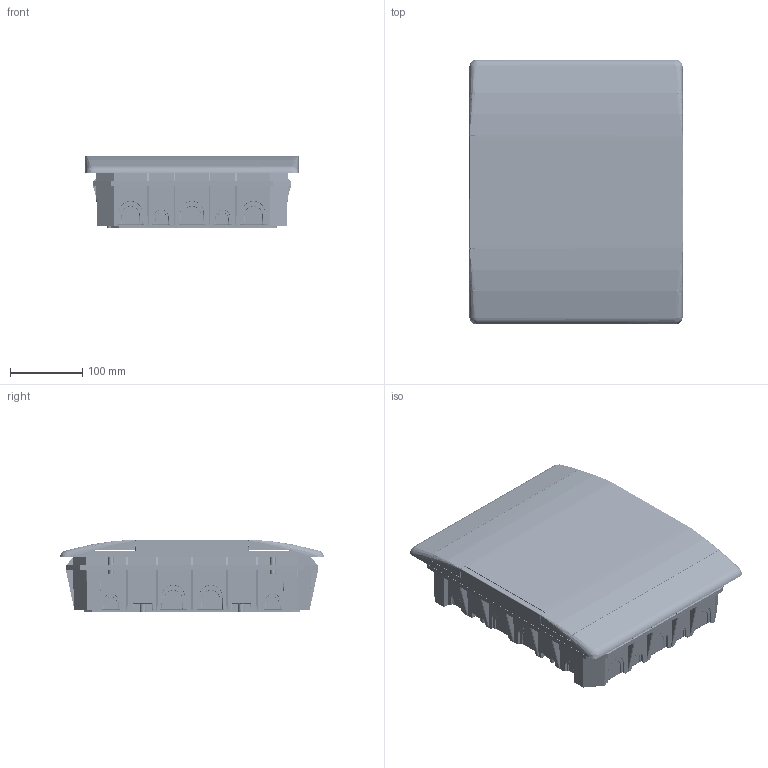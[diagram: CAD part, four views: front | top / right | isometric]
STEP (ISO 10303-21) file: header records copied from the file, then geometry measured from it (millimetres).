
FILE_DESCRIPTION (( 'STEP AP214' ), '1' );
FILE_NAME ('SB-V-24(W).ÃÌ Ùèò ðàñïðåä. âñòðàèâàåìûé ÙÐÂ-Ï-24.STEP', '2025-01-17T07:16:35', ( '' ), ( '' ), 'SwSTEP 2.0', 'SolidWorks 2021', '' );
FILE_SCHEMA (( 'AUTOMOTIVE_DESIGN' ));
Length unit declared in the file: millimetre
Products named in the file (1): SB-V-24(W).ÃÌ Ùèò ðàñïðåä. âñòðàèâàåìûé ÙÐÂ-Ï-24
Bounding box: 295 x 366.3 x 100.81 mm (x, y, z)
Volume: 1011263.9 mm3; surface area: 938427.6 mm2
Topology: 48 solids, 48 shells, 7091 faces, 18097 edges, 11306 vertices
Faces by surface type: plane 3204, cylinder 1686, bspline 1115, cone 598, torus 258, sphere 230
Entity records: 359473 total; most frequent: CARTESIAN_POINT 122486, ORIENTED_EDGE 36034, DIRECTION 28874, EDGE_CURVE 18017, VERTEX_POINT 11306, VECTOR 9740, LINE 9740, AXIS2_PLACEMENT_3D 9567
